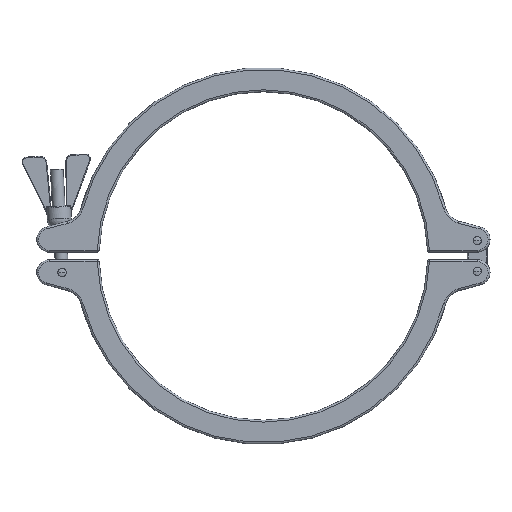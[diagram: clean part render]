
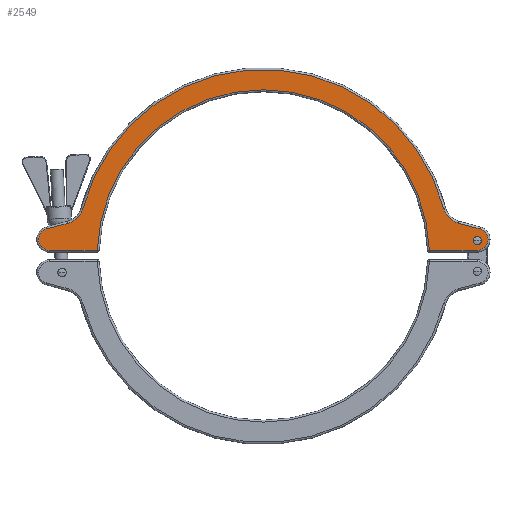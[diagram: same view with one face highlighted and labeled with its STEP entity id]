
A CAD part, top view. The second image highlights one B-rep face of the part: STEP entity #2549.
In plain terms, the highlighted planar face has unit normal (0, 0, 1).
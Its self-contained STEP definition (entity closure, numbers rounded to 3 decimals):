
#10 = LINE ( 'NONE', #4507, #789 ) ;
#318 = PLANE ( 'NONE',  #4579 ) ;
#789 = VECTOR ( 'NONE', #7809, 1000. ) ;
#913 = EDGE_CURVE ( 'NONE', #3438, #1583, #10, .T. ) ;
#1080 = CIRCLE ( 'NONE', #3178, 8.5 ) ;
#1112 = AXIS2_PLACEMENT_3D ( 'NONE', #11515, #1501, #13815 ) ;
#1124 = CARTESIAN_POINT ( 'NONE',  ( 171.3, 12., 12. ) ) ;
#1271 = VERTEX_POINT ( 'NONE', #1124 ) ;
#1374 = CARTESIAN_POINT ( 'NONE',  ( 168., 13., 12. ) ) ;
#1388 = CIRCLE ( 'NONE', #6043, 146.5 ) ;
#1422 = ORIENTED_EDGE ( 'NONE', *, *, #6178, .F. ) ;
#1473 = CIRCLE ( 'NONE', #10130, 8.5 ) ;
#1501 = DIRECTION ( 'NONE',  ( 0., 0., -1. ) ) ;
#1556 = CARTESIAN_POINT ( 'NONE',  ( 141.631, 37.455, 12. ) ) ;
#1583 = VERTEX_POINT ( 'NONE', #2757 ) ;
#1634 = CARTESIAN_POINT ( 'NONE',  ( 0., 0., 12. ) ) ;
#1883 = DIRECTION ( 'NONE',  ( 1., 0., 0. ) ) ;
#1948 = ORIENTED_EDGE ( 'NONE', *, *, #6110, .T. ) ;
#2213 = DIRECTION ( 'NONE',  ( 0., 0., 1. ) ) ;
#2226 = EDGE_LOOP ( 'NONE', ( #1422, #4333 ) ) ;
#2245 = VERTEX_POINT ( 'NONE', #7710 ) ;
#2549 = ADVANCED_FACE ( 'NONE', ( #7176, #13798 ), #318, .T. ) ;
#2613 = VERTEX_POINT ( 'NONE', #1556 ) ;
#2662 = CIRCLE ( 'NONE', #9671, 130.5 ) ;
#2757 = CARTESIAN_POINT ( 'NONE',  ( 168., 4.5, 12. ) ) ;
#2785 = EDGE_CURVE ( 'NONE', #4493, #2613, #13675, .T. ) ;
#2787 = DIRECTION ( 'NONE',  ( 1., 0., 0. ) ) ;
#2806 = DIRECTION ( 'NONE',  ( 0., 0., 1. ) ) ;
#3178 = AXIS2_PLACEMENT_3D ( 'NONE', #14028, #2806, #6090 ) ;
#3279 = CARTESIAN_POINT ( 'NONE',  ( -170.2, 21.21, 12. ) ) ;
#3414 = ORIENTED_EDGE ( 'NONE', *, *, #9944, .T. ) ;
#3438 = VERTEX_POINT ( 'NONE', #8284 ) ;
#3668 = ORIENTED_EDGE ( 'NONE', *, *, #7130, .T. ) ;
#3715 = VERTEX_POINT ( 'NONE', #9370 ) ;
#3792 = CARTESIAN_POINT ( 'NONE',  ( 0., 0., 12. ) ) ;
#3824 = EDGE_LOOP ( 'NONE', ( #4315, #10206, #3948, #3414, #3924, #5163, #5757, #3668, #13550, #1948, #10430 ) ) ;
#3865 = DIRECTION ( 'NONE',  ( 0., 0., 1. ) ) ;
#3924 = ORIENTED_EDGE ( 'NONE', *, *, #8195, .T. ) ;
#3948 = ORIENTED_EDGE ( 'NONE', *, *, #913, .T. ) ;
#4071 = DIRECTION ( 'NONE',  ( 1., 0., 0. ) ) ;
#4093 = DIRECTION ( 'NONE',  ( 1., 0., 0. ) ) ;
#4257 = CARTESIAN_POINT ( 'NONE',  ( 164.7, 12., 12. ) ) ;
#4315 = ORIENTED_EDGE ( 'NONE', *, *, #11025, .T. ) ;
#4333 = ORIENTED_EDGE ( 'NONE', *, *, #12814, .F. ) ;
#4377 = LINE ( 'NONE', #3279, #13015 ) ;
#4470 = VERTEX_POINT ( 'NONE', #13246 ) ;
#4493 = VERTEX_POINT ( 'NONE', #6891 ) ;
#4507 = CARTESIAN_POINT ( 'NONE',  ( 168., 4.5, 12. ) ) ;
#4579 = AXIS2_PLACEMENT_3D ( 'NONE', #1634, #12727, #6958 ) ;
#4616 = CIRCLE ( 'NONE', #8597, 3.3 ) ;
#4719 = DIRECTION ( 'NONE',  ( 1., 0., 0. ) ) ;
#4819 = CARTESIAN_POINT ( 'NONE',  ( 170.2, 21.21, 12. ) ) ;
#4878 = EDGE_CURVE ( 'NONE', #6902, #10584, #12806, .T. ) ;
#4961 = CARTESIAN_POINT ( 'NONE',  ( 168., 13., 12. ) ) ;
#5152 = CARTESIAN_POINT ( 'NONE',  ( 168., 12., 12. ) ) ;
#5163 = ORIENTED_EDGE ( 'NONE', *, *, #9848, .T. ) ;
#5303 = CIRCLE ( 'NONE', #8099, 8.5 ) ;
#5379 = DIRECTION ( 'NONE',  ( 0., 0., 1. ) ) ;
#5757 = ORIENTED_EDGE ( 'NONE', *, *, #2785, .T. ) ;
#5927 = VECTOR ( 'NONE', #4719, 1000. ) ;
#6043 = AXIS2_PLACEMENT_3D ( 'NONE', #12575, #10474, #4071 ) ;
#6090 = DIRECTION ( 'NONE',  ( 1., 0., 0. ) ) ;
#6110 = EDGE_CURVE ( 'NONE', #10584, #11962, #4377, .T. ) ;
#6178 = EDGE_CURVE ( 'NONE', #6249, #1271, #4616, .T. ) ;
#6249 = VERTEX_POINT ( 'NONE', #4257 ) ;
#6277 = VERTEX_POINT ( 'NONE', #4819 ) ;
#6451 = DIRECTION ( 'NONE',  ( 1., 0., 0. ) ) ;
#6860 = LINE ( 'NONE', #13773, #5927 ) ;
#6891 = CARTESIAN_POINT ( 'NONE',  ( 153.312, 25.735, 12. ) ) ;
#6902 = VERTEX_POINT ( 'NONE', #8676 ) ;
#6903 = AXIS2_PLACEMENT_3D ( 'NONE', #5152, #9694, #1883 ) ;
#6958 = DIRECTION ( 'NONE',  ( 1., 0., 0. ) ) ;
#7130 = EDGE_CURVE ( 'NONE', #2613, #6902, #1388, .T. ) ;
#7176 = FACE_OUTER_BOUND ( 'NONE', #3824, .T. ) ;
#7667 = CARTESIAN_POINT ( 'NONE',  ( -170.2, 21.21, 12. ) ) ;
#7710 = CARTESIAN_POINT ( 'NONE',  ( -168., 4.5, 12. ) ) ;
#7809 = DIRECTION ( 'NONE',  ( 1., 0., 0. ) ) ;
#8099 = AXIS2_PLACEMENT_3D ( 'NONE', #4961, #3865, #4093 ) ;
#8195 = EDGE_CURVE ( 'NONE', #3715, #6277, #5303, .T. ) ;
#8284 = CARTESIAN_POINT ( 'NONE',  ( 130.422, 4.5, 12. ) ) ;
#8290 = DIRECTION ( 'NONE',  ( -0.966, 0.259, 0. ) ) ;
#8597 = AXIS2_PLACEMENT_3D ( 'NONE', #8722, #2213, #6451 ) ;
#8676 = CARTESIAN_POINT ( 'NONE',  ( -141.631, 37.455, 12. ) ) ;
#8722 = CARTESIAN_POINT ( 'NONE',  ( 168., 12., 12. ) ) ;
#9207 = DIRECTION ( 'NONE',  ( 0., 0., -1. ) ) ;
#9370 = CARTESIAN_POINT ( 'NONE',  ( 176.5, 13., 12. ) ) ;
#9660 = DIRECTION ( 'NONE',  ( -0.966, -0.259, 0. ) ) ;
#9671 = AXIS2_PLACEMENT_3D ( 'NONE', #3792, #9207, #2787 ) ;
#9694 = DIRECTION ( 'NONE',  ( 0., 0., 1. ) ) ;
#9848 = EDGE_CURVE ( 'NONE', #6277, #4493, #12687, .T. ) ;
#9944 = EDGE_CURVE ( 'NONE', #1583, #3715, #1473, .T. ) ;
#10045 = CARTESIAN_POINT ( 'NONE',  ( -157.583, 41.673, 12. ) ) ;
#10111 = DIRECTION ( 'NONE',  ( 1., 0., 0. ) ) ;
#10130 = AXIS2_PLACEMENT_3D ( 'NONE', #1374, #5379, #13043 ) ;
#10206 = ORIENTED_EDGE ( 'NONE', *, *, #10578, .T. ) ;
#10261 = CARTESIAN_POINT ( 'NONE',  ( -153.312, 25.735, 12. ) ) ;
#10430 = ORIENTED_EDGE ( 'NONE', *, *, #13038, .T. ) ;
#10436 = CARTESIAN_POINT ( 'NONE',  ( 153.312, 25.735, 12. ) ) ;
#10474 = DIRECTION ( 'NONE',  ( 0., 0., 1. ) ) ;
#10578 = EDGE_CURVE ( 'NONE', #4470, #3438, #2662, .T. ) ;
#10584 = VERTEX_POINT ( 'NONE', #10261 ) ;
#10596 = VECTOR ( 'NONE', #8290, 1000. ) ;
#10975 = AXIS2_PLACEMENT_3D ( 'NONE', #10045, #13431, #10111 ) ;
#11025 = EDGE_CURVE ( 'NONE', #2245, #4470, #6860, .T. ) ;
#11515 = CARTESIAN_POINT ( 'NONE',  ( 157.583, 41.673, 12. ) ) ;
#11962 = VERTEX_POINT ( 'NONE', #7667 ) ;
#12575 = CARTESIAN_POINT ( 'NONE',  ( 0., 0., 12. ) ) ;
#12687 = LINE ( 'NONE', #10436, #10596 ) ;
#12727 = DIRECTION ( 'NONE',  ( 0., 0., 1. ) ) ;
#12806 = CIRCLE ( 'NONE', #10975, 16.5 ) ;
#12814 = EDGE_CURVE ( 'NONE', #1271, #6249, #13191, .T. ) ;
#13015 = VECTOR ( 'NONE', #9660, 1000. ) ;
#13038 = EDGE_CURVE ( 'NONE', #11962, #2245, #1080, .T. ) ;
#13043 = DIRECTION ( 'NONE',  ( 1., 0., 0. ) ) ;
#13191 = CIRCLE ( 'NONE', #6903, 3.3 ) ;
#13246 = CARTESIAN_POINT ( 'NONE',  ( -130.422, 4.5, 12. ) ) ;
#13431 = DIRECTION ( 'NONE',  ( 0., 0., -1. ) ) ;
#13550 = ORIENTED_EDGE ( 'NONE', *, *, #4878, .T. ) ;
#13675 = CIRCLE ( 'NONE', #1112, 16.5 ) ;
#13773 = CARTESIAN_POINT ( 'NONE',  ( -128.965, 4.5, 12. ) ) ;
#13798 = FACE_BOUND ( 'NONE', #2226, .T. ) ;
#13815 = DIRECTION ( 'NONE',  ( 1., 0., 0. ) ) ;
#14028 = CARTESIAN_POINT ( 'NONE',  ( -168., 13., 12. ) ) ;
